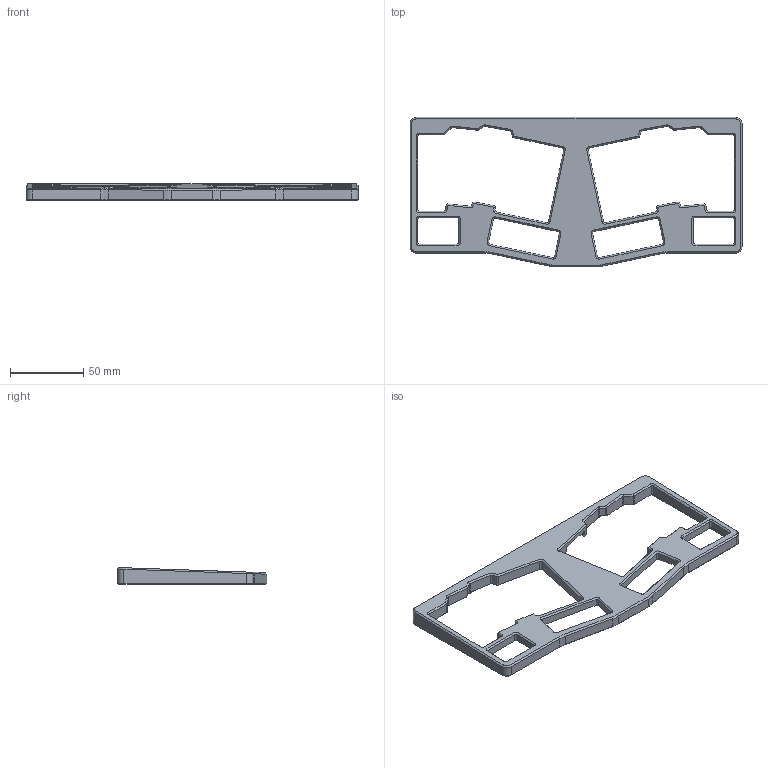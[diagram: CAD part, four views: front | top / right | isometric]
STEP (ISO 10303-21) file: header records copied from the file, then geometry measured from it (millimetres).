
FILE_DESCRIPTION(/* description */ (''),/* implementation_level */ '2;1');
FILE_NAME(/* name */ 'Alu_Endgame.step',/* time_stamp */ '2025-05-08T22:01:00+02:00',/* author */ (''),/* organization */ (''),/* preprocessor_version */ 'ST-DEVELOPER v20.1',/* originating_system */ 'Autodesk Translation Framework v14.4.0.0',/* authorisation */ '');
FILE_SCHEMA (('AUTOMOTIVE_DESIGN { 1 0 10303 214 3 1 1 }'));
Length unit declared in the file: millimetre
Products named in the file (2): The ENDGAME x HELIOS Final angepasst 26.06.2024; PCB DESIGN
Assembly tree (1 placements, depth 2):
  The ENDGAME x HELIOS Final angepasst 26.06.2024
    PCB DESIGN
Bounding box: 227 x 102.01 x 11.53 mm (x, y, z)
Volume: 61301 mm3; surface area: 32873.2 mm2
Topology: 1 solids, 1 shells, 529 faces, 1352 edges, 836 vertices
Faces by surface type: plane 204, cylinder 153, bspline 118, cone 54
Full cylindrical faces by diameter (mm): 2.5 x4, 6.3 x8
Entity records: 18182 total; most frequent: CARTESIAN_POINT 5726, ORIENTED_EDGE 2704, DIRECTION 2372, EDGE_CURVE 1352, LINE 872, VECTOR 872, VERTEX_POINT 836, AXIS2_PLACEMENT_3D 750
